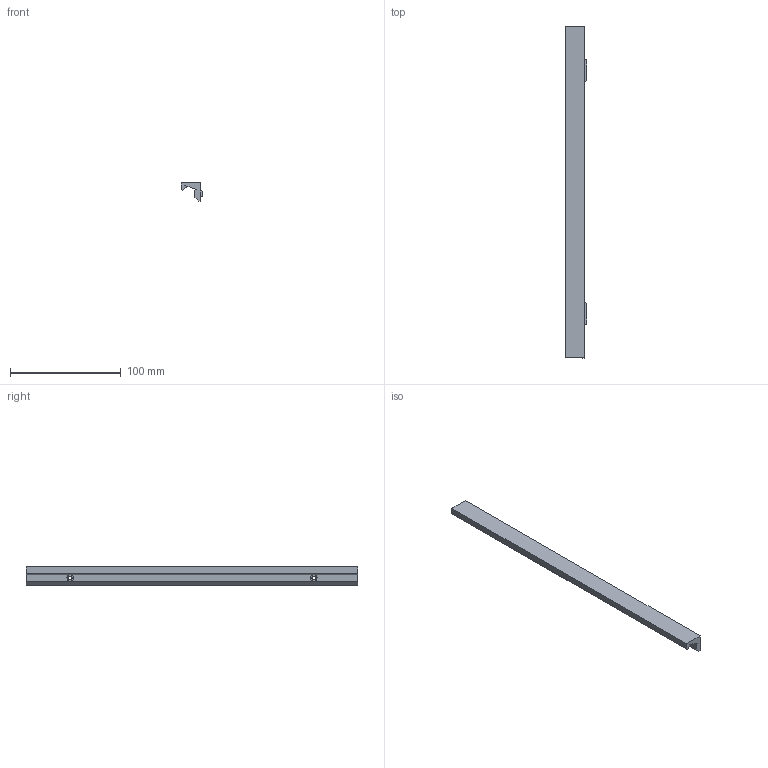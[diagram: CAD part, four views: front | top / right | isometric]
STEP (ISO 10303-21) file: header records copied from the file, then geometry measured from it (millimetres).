
FILE_DESCRIPTION(('FreeCAD Model'),'2;1');
FILE_NAME('Open CASCADE Shape Model','2023-08-02T17:51:14',(''),(''), 'Open CASCADE STEP processor 7.6','FreeCAD','Unknown');
FILE_SCHEMA(('AUTOMOTIVE_DESIGN { 1 0 10303 214 1 1 1 1 }'));
Length unit declared in the file: millimetre
Products named in the file (1): LedHolder
Bounding box: 19.38 x 300 x 16.5 mm (x, y, z)
Volume: 40754.7 mm3; surface area: 22669.5 mm2
Topology: 1 solids, 1 shells, 31 faces, 75 edges, 50 vertices
Faces by surface type: plane 19, bspline 8, cylinder 4
Full cylindrical faces by diameter (mm): 3.3 x2, 6 x2
Entity records: 1898 total; most frequent: CARTESIAN_POINT 371, DIRECTION 261, LINE 193, VECTOR 193, ORIENTED_EDGE 150, PCURVE 150, DEFINITIONAL_REPRESENTATION 150, EDGE_CURVE 75
